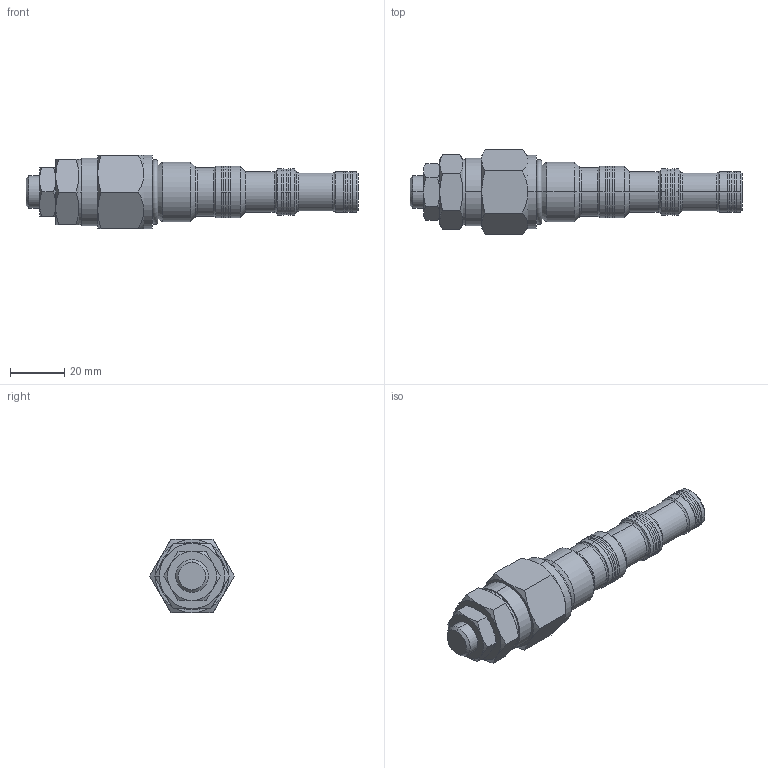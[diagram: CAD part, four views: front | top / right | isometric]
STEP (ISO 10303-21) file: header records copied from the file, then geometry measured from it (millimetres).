
FILE_DESCRIPTION (( 'STEP AP214' ), '1' );
FILE_NAME ('359.022_Kunde.STEP', '2017-03-14T08:05:25', ( 'User' ), ( '' ), 'SwSTEP 2.0', 'SolidWorks 2016', '' );
FILE_SCHEMA (( 'AUTOMOTIVE_DESIGN' ));
Length unit declared in the file: millimetre
Products named in the file (1): 359.022_Kunde
Bounding box: 122.5 x 31.18 x 27 mm (x, y, z)
Volume: 40480.6 mm3; surface area: 9513.2 mm2
Topology: 2 solids, 2 shells, 162 faces, 335 edges, 187 vertices
Faces by surface type: cone 80, cylinder 32, plane 32, torus 18
Entity records: 5446 total; most frequent: CARTESIAN_POINT 1121, DIRECTION 758, ORIENTED_EDGE 670, EDGE_CURVE 335, AXIS2_PLACEMENT_3D 332, VERTEX_POINT 187, EDGE_LOOP 174, CIRCLE 169
